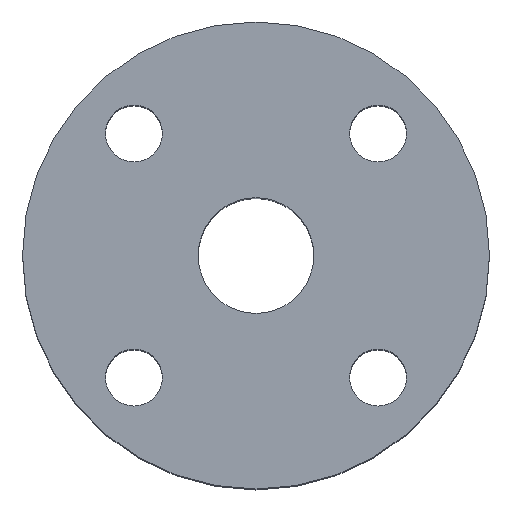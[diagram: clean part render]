
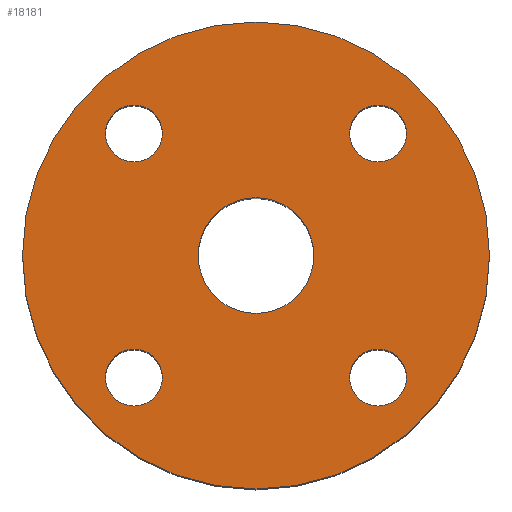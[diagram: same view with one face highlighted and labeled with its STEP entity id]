
A CAD part, top view. The second image highlights one B-rep face of the part: STEP entity #18181.
In plain terms, the highlighted planar face has unit normal (0, 0, 1).
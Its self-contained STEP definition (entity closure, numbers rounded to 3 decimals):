
#105 = CIRCLE ( 'NONE', #6958, 7. ) ;
#593 = CARTESIAN_POINT ( 'NONE',  ( 0., 0., 0. ) ) ;
#827 = EDGE_LOOP ( 'NONE', ( #4162, #21976 ) ) ;
#903 = DIRECTION ( 'NONE',  ( 0., 0., 1. ) ) ;
#1152 = CARTESIAN_POINT ( 'NONE',  ( 23.052, -30.052, 0. ) ) ;
#1379 = VERTEX_POINT ( 'NONE', #1152 ) ;
#1657 = ORIENTED_EDGE ( 'NONE', *, *, #14065, .F. ) ;
#1672 = CIRCLE ( 'NONE', #13062, 7. ) ;
#1715 = DIRECTION ( 'NONE',  ( 0., 0., 1. ) ) ;
#1909 = DIRECTION ( 'NONE',  ( 0., -1., 0. ) ) ;
#1912 = AXIS2_PLACEMENT_3D ( 'NONE', #12263, #5713, #12124 ) ;
#2378 = CARTESIAN_POINT ( 'NONE',  ( -30.052, 30.052, 0. ) ) ;
#2483 = CARTESIAN_POINT ( 'NONE',  ( 14.25, 0., 0. ) ) ;
#2781 = EDGE_LOOP ( 'NONE', ( #10230, #24253 ) ) ;
#2990 = EDGE_CURVE ( 'NONE', #22501, #1379, #22989, .T. ) ;
#3571 = FACE_OUTER_BOUND ( 'NONE', #21453, .T. ) ;
#3765 = VERTEX_POINT ( 'NONE', #12439 ) ;
#3787 = DIRECTION ( 'NONE',  ( 0., 0., 1. ) ) ;
#3989 = PLANE ( 'NONE',  #1912 ) ;
#4162 = ORIENTED_EDGE ( 'NONE', *, *, #10013, .F. ) ;
#4541 = ORIENTED_EDGE ( 'NONE', *, *, #19852, .T. ) ;
#4960 = EDGE_CURVE ( 'NONE', #22398, #25511, #23035, .T. ) ;
#5229 = CARTESIAN_POINT ( 'NONE',  ( 0., 0., 0. ) ) ;
#5262 = CIRCLE ( 'NONE', #26671, 7. ) ;
#5713 = DIRECTION ( 'NONE',  ( 0., 0., -1. ) ) ;
#5748 = DIRECTION ( 'NONE',  ( 0., 0., 1. ) ) ;
#5771 = DIRECTION ( 'NONE',  ( 0., 0., 1. ) ) ;
#6455 = ORIENTED_EDGE ( 'NONE', *, *, #13409, .F. ) ;
#6710 = DIRECTION ( 'NONE',  ( -1., 0., 0. ) ) ;
#6713 = ORIENTED_EDGE ( 'NONE', *, *, #4960, .T. ) ;
#6867 = VERTEX_POINT ( 'NONE', #24364 ) ;
#6880 = DIRECTION ( 'NONE',  ( 0., 0., 1. ) ) ;
#6958 = AXIS2_PLACEMENT_3D ( 'NONE', #24639, #13805, #6710 ) ;
#7094 = DIRECTION ( 'NONE',  ( 0., 0., 1. ) ) ;
#7530 = AXIS2_PLACEMENT_3D ( 'NONE', #18986, #5748, #10026 ) ;
#8546 = EDGE_LOOP ( 'NONE', ( #26178, #23314 ) ) ;
#8783 = CARTESIAN_POINT ( 'NONE',  ( 30.052, 30.052, 0. ) ) ;
#8786 = CIRCLE ( 'NONE', #24703, 7. ) ;
#9178 = VERTEX_POINT ( 'NONE', #25862 ) ;
#9608 = DIRECTION ( 'NONE',  ( 1., 0., 0. ) ) ;
#9993 = FACE_BOUND ( 'NONE', #8546, .T. ) ;
#10013 = EDGE_CURVE ( 'NONE', #6867, #9178, #14273, .T. ) ;
#10026 = DIRECTION ( 'NONE',  ( 0., -1., 0. ) ) ;
#10122 = FACE_BOUND ( 'NONE', #827, .T. ) ;
#10230 = ORIENTED_EDGE ( 'NONE', *, *, #22027, .F. ) ;
#10258 = CIRCLE ( 'NONE', #16623, 14.25 ) ;
#10667 = EDGE_LOOP ( 'NONE', ( #1657, #24410 ) ) ;
#10887 = CARTESIAN_POINT ( 'NONE',  ( -37.052, 30.052, 0. ) ) ;
#10927 = EDGE_CURVE ( 'NONE', #11624, #19532, #10258, .T. ) ;
#11077 = DIRECTION ( 'NONE',  ( 0., 0., 1. ) ) ;
#11624 = VERTEX_POINT ( 'NONE', #14946 ) ;
#11884 = CIRCLE ( 'NONE', #15514, 7. ) ;
#12124 = DIRECTION ( 'NONE',  ( -1., 0., 0. ) ) ;
#12263 = CARTESIAN_POINT ( 'NONE',  ( 0., 14.25, 0. ) ) ;
#12439 = CARTESIAN_POINT ( 'NONE',  ( -23.052, 30.052, 0. ) ) ;
#12747 = DIRECTION ( 'NONE',  ( 0., 0., 1. ) ) ;
#12907 = DIRECTION ( 'NONE',  ( 1., 0., 0. ) ) ;
#13062 = AXIS2_PLACEMENT_3D ( 'NONE', #2378, #11077, #19771 ) ;
#13340 = DIRECTION ( 'NONE',  ( 1., 0., 0. ) ) ;
#13391 = VERTEX_POINT ( 'NONE', #10887 ) ;
#13409 = EDGE_CURVE ( 'NONE', #1379, #22501, #11884, .T. ) ;
#13511 = CIRCLE ( 'NONE', #22606, 7. ) ;
#13805 = DIRECTION ( 'NONE',  ( 0., 0., 1. ) ) ;
#14065 = EDGE_CURVE ( 'NONE', #19532, #11624, #17568, .T. ) ;
#14273 = CIRCLE ( 'NONE', #17918, 7. ) ;
#14450 = DIRECTION ( 'NONE',  ( 1., 0., 0. ) ) ;
#14946 = CARTESIAN_POINT ( 'NONE',  ( -14.25, 0., 0. ) ) ;
#15324 = CARTESIAN_POINT ( 'NONE',  ( -23.052, -30.052, 0. ) ) ;
#15514 = AXIS2_PLACEMENT_3D ( 'NONE', #28017, #12747, #1909 ) ;
#15558 = DIRECTION ( 'NONE',  ( -1., 0., 0. ) ) ;
#15566 = EDGE_CURVE ( 'NONE', #24437, #16697, #105, .T. ) ;
#16623 = AXIS2_PLACEMENT_3D ( 'NONE', #25303, #5771, #14450 ) ;
#16697 = VERTEX_POINT ( 'NONE', #15324 ) ;
#17568 = CIRCLE ( 'NONE', #26227, 14.25 ) ;
#17831 = CARTESIAN_POINT ( 'NONE',  ( -57.5, 0., 0. ) ) ;
#17918 = AXIS2_PLACEMENT_3D ( 'NONE', #8783, #25759, #12907 ) ;
#17981 = DIRECTION ( 'NONE',  ( 1., 0., 0. ) ) ;
#18181 = ADVANCED_FACE ( 'NONE', ( #23505, #9993, #27806, #10122, #18804, #3571 ), #3989, .F. ) ;
#18544 = CARTESIAN_POINT ( 'NONE',  ( 0., 0., 0. ) ) ;
#18804 = FACE_BOUND ( 'NONE', #10667, .T. ) ;
#18813 = DIRECTION ( 'NONE',  ( 1., 0., 0. ) ) ;
#18875 = EDGE_CURVE ( 'NONE', #9178, #6867, #8786, .T. ) ;
#18986 = CARTESIAN_POINT ( 'NONE',  ( 30.052, -30.052, 0. ) ) ;
#19006 = CARTESIAN_POINT ( 'NONE',  ( 57.5, 0., 0. ) ) ;
#19532 = VERTEX_POINT ( 'NONE', #2483 ) ;
#19771 = DIRECTION ( 'NONE',  ( 0., 1., 0. ) ) ;
#19782 = AXIS2_PLACEMENT_3D ( 'NONE', #18544, #1715, #18813 ) ;
#19852 = EDGE_CURVE ( 'NONE', #25511, #22398, #22976, .T. ) ;
#19989 = CARTESIAN_POINT ( 'NONE',  ( 37.052, -30.052, 0. ) ) ;
#20426 = CARTESIAN_POINT ( 'NONE',  ( 30.052, 30.052, 0. ) ) ;
#20520 = EDGE_CURVE ( 'NONE', #16697, #24437, #5262, .T. ) ;
#20759 = DIRECTION ( 'NONE',  ( 0., 1., 0. ) ) ;
#21031 = CARTESIAN_POINT ( 'NONE',  ( -30.052, 30.052, 0. ) ) ;
#21453 = EDGE_LOOP ( 'NONE', ( #6713, #4541 ) ) ;
#21891 = EDGE_CURVE ( 'NONE', #13391, #3765, #1672, .T. ) ;
#21976 = ORIENTED_EDGE ( 'NONE', *, *, #18875, .F. ) ;
#22027 = EDGE_CURVE ( 'NONE', #3765, #13391, #13511, .T. ) ;
#22398 = VERTEX_POINT ( 'NONE', #19006 ) ;
#22484 = CARTESIAN_POINT ( 'NONE',  ( -37.052, -30.052, 0. ) ) ;
#22501 = VERTEX_POINT ( 'NONE', #19989 ) ;
#22606 = AXIS2_PLACEMENT_3D ( 'NONE', #21031, #3787, #20759 ) ;
#22675 = DIRECTION ( 'NONE',  ( 0., 0., 1. ) ) ;
#22868 = ORIENTED_EDGE ( 'NONE', *, *, #2990, .F. ) ;
#22976 = CIRCLE ( 'NONE', #19782, 57.5 ) ;
#22989 = CIRCLE ( 'NONE', #7530, 7. ) ;
#23035 = CIRCLE ( 'NONE', #23472, 57.5 ) ;
#23314 = ORIENTED_EDGE ( 'NONE', *, *, #15566, .F. ) ;
#23472 = AXIS2_PLACEMENT_3D ( 'NONE', #593, #22675, #17981 ) ;
#23505 = FACE_BOUND ( 'NONE', #26637, .T. ) ;
#24253 = ORIENTED_EDGE ( 'NONE', *, *, #21891, .F. ) ;
#24364 = CARTESIAN_POINT ( 'NONE',  ( 37.052, 30.052, 0. ) ) ;
#24410 = ORIENTED_EDGE ( 'NONE', *, *, #10927, .F. ) ;
#24437 = VERTEX_POINT ( 'NONE', #22484 ) ;
#24639 = CARTESIAN_POINT ( 'NONE',  ( -30.052, -30.052, 0. ) ) ;
#24703 = AXIS2_PLACEMENT_3D ( 'NONE', #20426, #903, #9608 ) ;
#25303 = CARTESIAN_POINT ( 'NONE',  ( 0., 0., 0. ) ) ;
#25511 = VERTEX_POINT ( 'NONE', #17831 ) ;
#25759 = DIRECTION ( 'NONE',  ( 0., 0., 1. ) ) ;
#25862 = CARTESIAN_POINT ( 'NONE',  ( 23.052, 30.052, 0. ) ) ;
#26178 = ORIENTED_EDGE ( 'NONE', *, *, #20520, .F. ) ;
#26227 = AXIS2_PLACEMENT_3D ( 'NONE', #5229, #7094, #13340 ) ;
#26271 = CARTESIAN_POINT ( 'NONE',  ( -30.052, -30.052, 0. ) ) ;
#26637 = EDGE_LOOP ( 'NONE', ( #22868, #6455 ) ) ;
#26671 = AXIS2_PLACEMENT_3D ( 'NONE', #26271, #6880, #15558 ) ;
#27806 = FACE_BOUND ( 'NONE', #2781, .T. ) ;
#28017 = CARTESIAN_POINT ( 'NONE',  ( 30.052, -30.052, 0. ) ) ;
